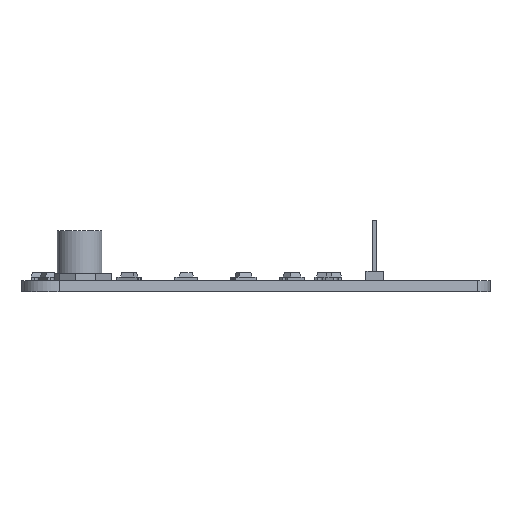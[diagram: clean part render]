
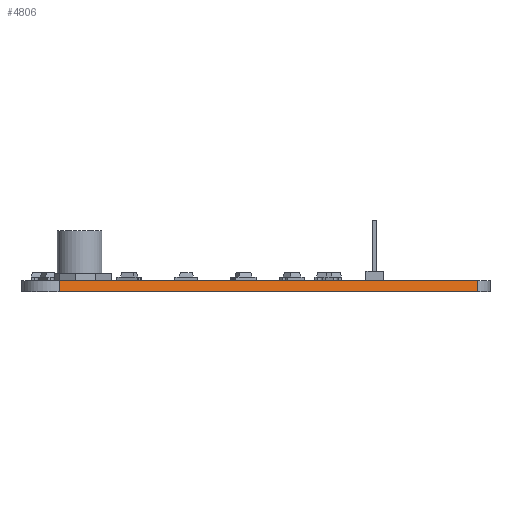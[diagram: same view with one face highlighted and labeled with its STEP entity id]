
A CAD part, left-side view. The second image highlights one B-rep face of the part: STEP entity #4806.
In plain terms, the highlighted planar face has unit normal (-0.866, -0.5, 0).
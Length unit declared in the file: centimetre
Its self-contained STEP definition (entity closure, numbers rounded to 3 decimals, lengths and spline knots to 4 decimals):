
#393=VERTEX_POINT('',#6553);
#395=VERTEX_POINT('',#6556);
#668=VERTEX_POINT('',#7506);
#672=VERTEX_POINT('',#7522);
#824=VECTOR('',#5397,1.);
#1224=VECTOR('',#6153,1.);
#1230=VECTOR('',#6167,1.);
#1231=VECTOR('',#6171,1.);
#1382=LINE('',#6555,#824);
#1782=LINE('',#7507,#1224);
#1788=LINE('',#7521,#1230);
#1789=LINE('',#7525,#1231);
#1976=EDGE_CURVE('',#395,#393,#1382,.T.);
#2481=EDGE_CURVE('',#668,#393,#1782,.T.);
#2488=EDGE_CURVE('',#395,#672,#1788,.T.);
#2490=EDGE_CURVE('',#668,#672,#1789,.T.);
#3880=ORIENTED_EDGE('',*,*,#2481,.F.);
#3881=ORIENTED_EDGE('',*,*,#2490,.T.);
#3882=ORIENTED_EDGE('',*,*,#2488,.F.);
#3883=ORIENTED_EDGE('',*,*,#1976,.T.);
#4204=EDGE_LOOP('',(#3880,#3881,#3882,#3883));
#4520=FACE_BOUND('',#4204,.T.);
#4806=ADVANCED_FACE('',(#4520),#7753,.T.);
#5150=AXIS2_PLACEMENT_3D('',#7524,#6170,$);
#5397=DIRECTION('',(-0.5,0.866,0.));
#6153=DIRECTION('',(0.,0.,1.));
#6167=DIRECTION('',(0.,0.,-1.));
#6170=DIRECTION('',(-0.866,-0.5,0.));
#6171=DIRECTION('',(0.5,-0.866,0.));
#6553=CARTESIAN_POINT('',(-3.6969,1.7844,0.1588));
#6555=CARTESIAN_POINT('',(-4.,2.3094,0.1588));
#6556=CARTESIAN_POINT('',(-0.3031,-4.0938,0.1588));
#7506=CARTESIAN_POINT('',(-3.6969,1.7844,0.));
#7507=CARTESIAN_POINT('',(-3.6969,1.7844,0.));
#7521=CARTESIAN_POINT('',(-0.3031,-4.0938,0.));
#7522=CARTESIAN_POINT('',(-0.3031,-4.0938,0.));
#7524=CARTESIAN_POINT('',(-2.,-1.1547,0.));
#7525=CARTESIAN_POINT('',(-4.,2.3094,0.));
#7753=PLANE('',#5150);
